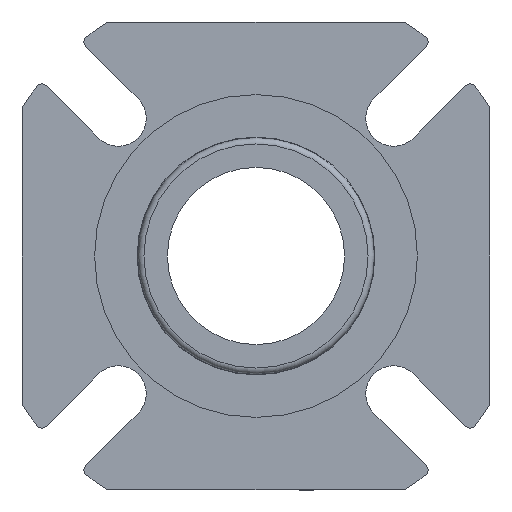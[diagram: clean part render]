
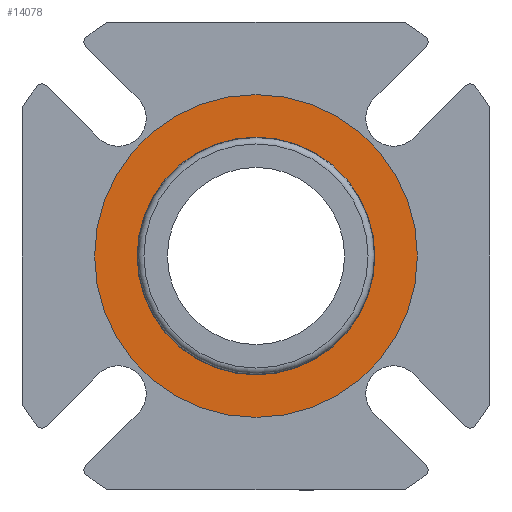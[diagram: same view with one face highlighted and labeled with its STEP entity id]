
A CAD part, left-side view. The second image highlights one B-rep face of the part: STEP entity #14078.
In plain terms, the highlighted planar face has unit normal (-1, 0, 0).
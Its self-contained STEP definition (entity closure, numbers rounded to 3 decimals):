
#3144=PLANE('',#15337);
#7264=ORIENTED_EDGE('',*,*,#9340,.T.);
#7265=ORIENTED_EDGE('',*,*,#9339,.T.);
#9339=EDGE_CURVE('',#10654,#10654,#11174,.T.);
#9340=EDGE_CURVE('',#10655,#10655,#11175,.T.);
#10654=VERTEX_POINT('',#28181);
#10655=VERTEX_POINT('',#28184);
#11174=CIRCLE('',#15336,40.5);
#11175=CIRCLE('',#15338,29.832);
#12076=EDGE_LOOP('',(#7264));
#12077=EDGE_LOOP('',(#7265));
#12987=FACE_BOUND('',#12076,.T.);
#12988=FACE_BOUND('',#12077,.T.);
#14078=ADVANCED_FACE('',(#12987,#12988),#3144,.F.);
#15336=AXIS2_PLACEMENT_3D('',#28180,#18830,#18831);
#15337=AXIS2_PLACEMENT_3D('',#28182,#18832,#18833);
#15338=AXIS2_PLACEMENT_3D('',#28183,#18834,#18835);
#18830=DIRECTION('',(-1.,0.,0.));
#18831=DIRECTION('',(0.,0.,1.));
#18832=DIRECTION('',(1.,0.,0.));
#18833=DIRECTION('',(0.,0.,-1.));
#18834=DIRECTION('',(1.,0.,0.));
#18835=DIRECTION('',(0.,0.,-1.));
#28180=CARTESIAN_POINT('',(-13.97,0.,0.));
#28181=CARTESIAN_POINT('',(-13.97,0.,40.5));
#28182=CARTESIAN_POINT('',(-13.97,0.,40.5));
#28183=CARTESIAN_POINT('',(-13.97,0.,0.));
#28184=CARTESIAN_POINT('',(-13.97,0.,-29.832));
